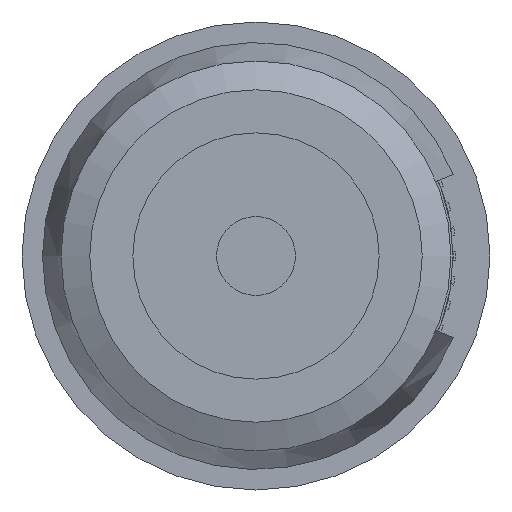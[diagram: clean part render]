
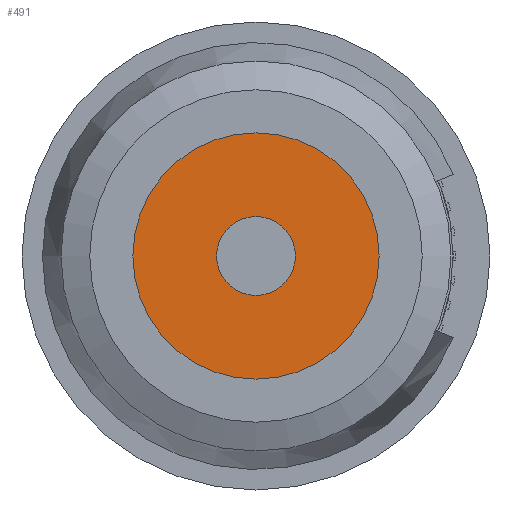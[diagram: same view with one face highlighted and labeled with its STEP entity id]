
A CAD part, front view. The second image highlights one B-rep face of the part: STEP entity #491.
In plain terms, the highlighted planar face has unit normal (0, -1, 0).
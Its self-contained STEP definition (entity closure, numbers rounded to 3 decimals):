
#86=FACE_BOUND('',#1267,.T.);
#87=FACE_BOUND('',#1268,.T.);
#491=ADVANCED_FACE('',(#86,#87),#712,.T.);
#712=PLANE('',#5270);
#1267=EDGE_LOOP('',(#2614));
#1268=EDGE_LOOP('',(#2615));
#1563=CIRCLE('',#5267,0.48);
#1564=CIRCLE('',#5269,1.5);
#2614=ORIENTED_EDGE('',*,*,#3932,.T.);
#2615=ORIENTED_EDGE('',*,*,#3933,.F.);
#3293=VERTEX_POINT('',#8068);
#3294=VERTEX_POINT('',#8071);
#3932=EDGE_CURVE('',#3293,#3293,#1563,.T.);
#3933=EDGE_CURVE('',#3294,#3294,#1564,.T.);
#5267=AXIS2_PLACEMENT_3D('',#8067,#6678,#6679);
#5269=AXIS2_PLACEMENT_3D('',#8070,#6682,#6683);
#5270=AXIS2_PLACEMENT_3D('',#8072,#6684,#6685);
#6678=DIRECTION('',(0.,1.,0.));
#6679=DIRECTION('',(1.,0.,0.));
#6682=DIRECTION('',(0.,1.,0.));
#6683=DIRECTION('',(1.,0.,0.));
#6684=DIRECTION('',(0.,-1.,0.));
#6685=DIRECTION('',(0.,0.,1.));
#8067=CARTESIAN_POINT('',(4.21,22.76,-5.903));
#8068=CARTESIAN_POINT('',(4.69,22.76,-5.903));
#8070=CARTESIAN_POINT('',(4.21,22.76,-5.903));
#8071=CARTESIAN_POINT('',(5.71,22.76,-5.903));
#8072=CARTESIAN_POINT('',(5.86,22.76,-7.553));
